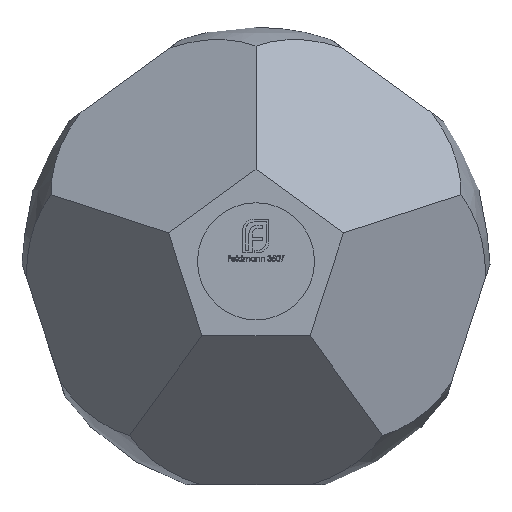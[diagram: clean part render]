
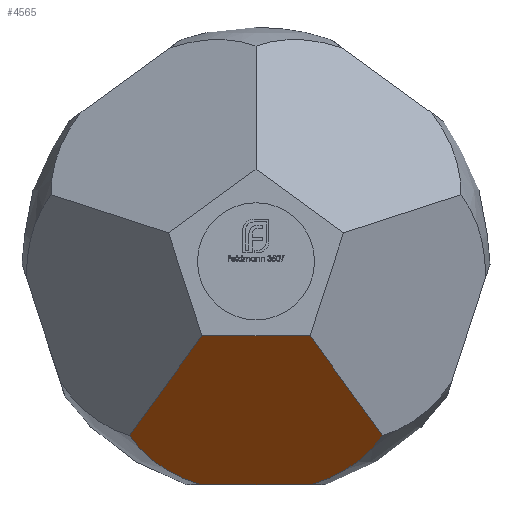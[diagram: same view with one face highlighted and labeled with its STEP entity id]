
A CAD part, front view. The second image highlights one B-rep face of the part: STEP entity #4565.
In plain terms, the highlighted planar face has unit normal (0, -0.707, -0.707).
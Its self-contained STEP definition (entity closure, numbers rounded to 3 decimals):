
#184 = ORIENTED_EDGE ( 'NONE', *, *, #11502, .T. ) ;
#544 = CARTESIAN_POINT ( 'NONE',  ( 2.598, -2., -10.5 ) ) ;
#957 = CARTESIAN_POINT ( 'NONE',  ( 2.012, -9.731, -2.769 ) ) ;
#959 = DIRECTION ( 'NONE',  ( 0.457, -0.629, 0.629 ) ) ;
#1224 = AXIS2_PLACEMENT_3D ( 'NONE', #9374, #5714, #7477 ) ;
#1565 = ORIENTED_EDGE ( 'NONE', *, *, #6281, .T. ) ;
#1586 = ORIENTED_EDGE ( 'NONE', *, *, #8352, .T. ) ;
#1872 = ORIENTED_EDGE ( 'NONE', *, *, #4987, .T. ) ;
#1884 = VERTEX_POINT ( 'NONE', #10567 ) ;
#1929 = DIRECTION ( 'NONE',  ( -1., 0., 0. ) ) ;
#2015 = AXIS2_PLACEMENT_3D ( 'NONE', #5076, #10493, #7860 ) ;
#2077 = ORIENTED_EDGE ( 'NONE', *, *, #4071, .F. ) ;
#2490 = FACE_OUTER_BOUND ( 'NONE', #4670, .T. ) ;
#2608 = VERTEX_POINT ( 'NONE', #7395 ) ;
#2638 = LINE ( 'NONE', #8453, #4791 ) ;
#2648 = DIRECTION ( 'NONE',  ( 0., -0.707, 0.707 ) ) ;
#3542 = VERTEX_POINT ( 'NONE', #7344 ) ;
#3855 = CARTESIAN_POINT ( 'NONE',  ( -7.629, -9., -3.5 ) ) ;
#4071 = EDGE_CURVE ( 'NONE', #2608, #3542, #6057, .T. ) ;
#4187 = CARTESIAN_POINT ( 'NONE',  ( 5.948, -4.314, -8.186 ) ) ;
#4565 = ADVANCED_FACE ( 'NONE', ( #2490 ), #7814, .T. ) ;
#4660 = DIRECTION ( 'NONE',  ( 1., 0., 0. ) ) ;
#4670 = EDGE_LOOP ( 'NONE', ( #1565, #1872, #9983, #184, #1586, #2077 ) ) ;
#4791 = VECTOR ( 'NONE', #4660, 1000. ) ;
#4987 = EDGE_CURVE ( 'NONE', #9996, #9382, #2638, .T. ) ;
#5076 = CARTESIAN_POINT ( 'NONE',  ( 0., -9., -3.5 ) ) ;
#5230 = CIRCLE ( 'NONE', #5499, 6.548 ) ;
#5499 = AXIS2_PLACEMENT_3D ( 'NONE', #10964, #8170, #2648 ) ;
#5510 = LINE ( 'NONE', #957, #11719 ) ;
#5714 = DIRECTION ( 'NONE',  ( 0., -0.707, -0.707 ) ) ;
#5986 = CARTESIAN_POINT ( 'NONE',  ( -2.598, -2., -10.5 ) ) ;
#6023 = CIRCLE ( 'NONE', #1224, 6.548 ) ;
#6057 = LINE ( 'NONE', #9298, #11542 ) ;
#6281 = EDGE_CURVE ( 'NONE', #2608, #9996, #6023, .T. ) ;
#7344 = CARTESIAN_POINT ( 'NONE',  ( -2.543, -9., -3.5 ) ) ;
#7395 = CARTESIAN_POINT ( 'NONE',  ( -5.948, -4.314, -8.186 ) ) ;
#7477 = DIRECTION ( 'NONE',  ( 0., -0.707, 0.707 ) ) ;
#7814 = PLANE ( 'NONE',  #2015 ) ;
#7860 = DIRECTION ( 'NONE',  ( 1., 0., 0. ) ) ;
#8168 = VECTOR ( 'NONE', #1929, 1000. ) ;
#8170 = DIRECTION ( 'NONE',  ( 0., -0.707, -0.707 ) ) ;
#8352 = EDGE_CURVE ( 'NONE', #1884, #3542, #11343, .T. ) ;
#8453 = CARTESIAN_POINT ( 'NONE',  ( 7.629, -2., -10.5 ) ) ;
#9298 = CARTESIAN_POINT ( 'NONE',  ( -2.012, -9.731, -2.769 ) ) ;
#9330 = DIRECTION ( 'NONE',  ( -0.457, -0.629, 0.629 ) ) ;
#9374 = CARTESIAN_POINT ( 'NONE',  ( 0., -6.25, -6.25 ) ) ;
#9382 = VERTEX_POINT ( 'NONE', #544 ) ;
#9983 = ORIENTED_EDGE ( 'NONE', *, *, #11781, .T. ) ;
#9996 = VERTEX_POINT ( 'NONE', #5986 ) ;
#10451 = VERTEX_POINT ( 'NONE', #4187 ) ;
#10493 = DIRECTION ( 'NONE',  ( 0., -0.707, -0.707 ) ) ;
#10567 = CARTESIAN_POINT ( 'NONE',  ( 2.543, -9., -3.5 ) ) ;
#10964 = CARTESIAN_POINT ( 'NONE',  ( 0., -6.25, -6.25 ) ) ;
#11343 = LINE ( 'NONE', #3855, #8168 ) ;
#11502 = EDGE_CURVE ( 'NONE', #10451, #1884, #5510, .T. ) ;
#11542 = VECTOR ( 'NONE', #959, 1000. ) ;
#11719 = VECTOR ( 'NONE', #9330, 1000. ) ;
#11781 = EDGE_CURVE ( 'NONE', #9382, #10451, #5230, .T. ) ;
